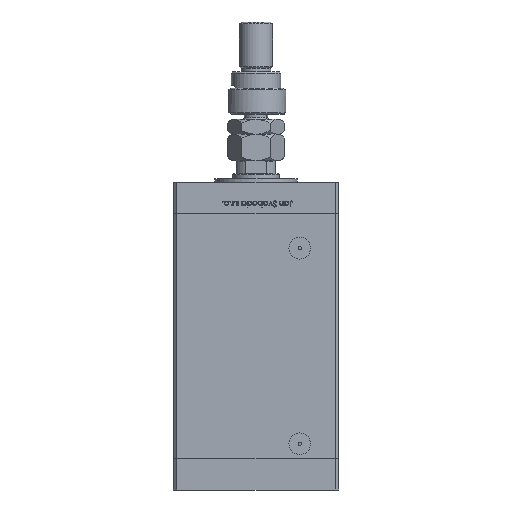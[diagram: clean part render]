
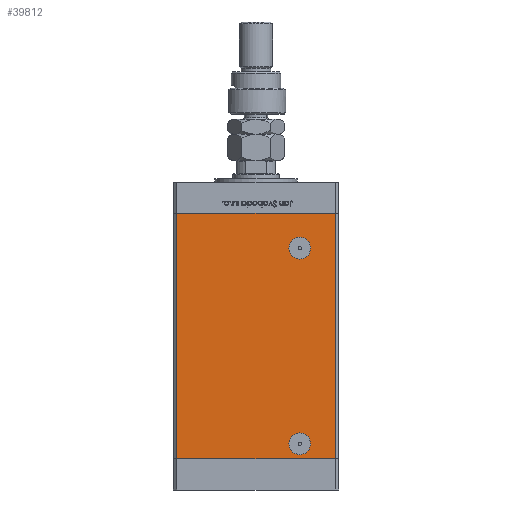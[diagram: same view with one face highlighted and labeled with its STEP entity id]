
A CAD part, front view. The second image highlights one B-rep face of the part: STEP entity #39812.
In plain terms, the highlighted planar face has unit normal (0, -1, 0).
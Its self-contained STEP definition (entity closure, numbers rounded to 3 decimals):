
#732 = CIRCLE ( 'NONE', #26509, 6.58 ) ;
#2773 = CARTESIAN_POINT ( 'NONE',  ( -48., -43.5, 0. ) ) ;
#2948 = DIRECTION ( 'NONE',  ( 0., -1., 0. ) ) ;
#3238 = LINE ( 'NONE', #19109, #3497 ) ;
#3280 = CARTESIAN_POINT ( 'NONE',  ( -48., -43.5, 148.5 ) ) ;
#3497 = VECTOR ( 'NONE', #27424, 1000. ) ;
#3623 = DIRECTION ( 'NONE',  ( 0., -1., 0. ) ) ;
#4094 = DIRECTION ( 'NONE',  ( 0., 1., 0. ) ) ;
#4570 = CIRCLE ( 'NONE', #11656, 6.58 ) ;
#6698 = CIRCLE ( 'NONE', #33313, 6.58 ) ;
#7164 = FACE_BOUND ( 'NONE', #11383, .T. ) ;
#8353 = CARTESIAN_POINT ( 'NONE',  ( 26.5, -43.5, 15.58 ) ) ;
#8431 = ORIENTED_EDGE ( 'NONE', *, *, #46330, .T. ) ;
#9621 = DIRECTION ( 'NONE',  ( 1., 0., 0. ) ) ;
#10571 = EDGE_CURVE ( 'NONE', #36132, #29911, #732, .T. ) ;
#11073 = CARTESIAN_POINT ( 'NONE',  ( -48., -43.5, 148.5 ) ) ;
#11383 = EDGE_LOOP ( 'NONE', ( #21971, #29730 ) ) ;
#11490 = DIRECTION ( 'NONE',  ( 1., 0., 0. ) ) ;
#11656 = AXIS2_PLACEMENT_3D ( 'NONE', #39619, #44056, #43242 ) ;
#12504 = CARTESIAN_POINT ( 'NONE',  ( 48., -43.5, 148.5 ) ) ;
#14311 = AXIS2_PLACEMENT_3D ( 'NONE', #29375, #4094, #29653 ) ;
#14866 = VERTEX_POINT ( 'NONE', #12504 ) ;
#15697 = EDGE_LOOP ( 'NONE', ( #37154, #28094, #28052, #8431 ) ) ;
#16974 = EDGE_CURVE ( 'NONE', #47773, #19851, #4570, .T. ) ;
#17281 = VERTEX_POINT ( 'NONE', #2773 ) ;
#18776 = LINE ( 'NONE', #35736, #40946 ) ;
#18872 = DIRECTION ( 'NONE',  ( 0., 0., 1. ) ) ;
#19109 = CARTESIAN_POINT ( 'NONE',  ( 48., -43.5, 148.5 ) ) ;
#19761 = VECTOR ( 'NONE', #20235, 1000. ) ;
#19851 = VERTEX_POINT ( 'NONE', #52595 ) ;
#19959 = FACE_BOUND ( 'NONE', #40221, .T. ) ;
#20235 = DIRECTION ( 'NONE',  ( 0., 0., -1. ) ) ;
#21971 = ORIENTED_EDGE ( 'NONE', *, *, #10571, .F. ) ;
#23135 = VECTOR ( 'NONE', #11490, 1000. ) ;
#23449 = CARTESIAN_POINT ( 'NONE',  ( -48., -43.5, 148.5 ) ) ;
#24741 = CARTESIAN_POINT ( 'NONE',  ( 26.5, -43.5, 9. ) ) ;
#26509 = AXIS2_PLACEMENT_3D ( 'NONE', #24741, #3623, #32533 ) ;
#27424 = DIRECTION ( 'NONE',  ( 0., 0., -1. ) ) ;
#28052 = ORIENTED_EDGE ( 'NONE', *, *, #42053, .F. ) ;
#28094 = ORIENTED_EDGE ( 'NONE', *, *, #33848, .F. ) ;
#28288 = LINE ( 'NONE', #3280, #19761 ) ;
#29375 = CARTESIAN_POINT ( 'NONE',  ( 26.5, -43.5, 127.5 ) ) ;
#29481 = VERTEX_POINT ( 'NONE', #23449 ) ;
#29653 = DIRECTION ( 'NONE',  ( 0., 0., -1. ) ) ;
#29730 = ORIENTED_EDGE ( 'NONE', *, *, #32044, .F. ) ;
#29911 = VERTEX_POINT ( 'NONE', #8353 ) ;
#31893 = CARTESIAN_POINT ( 'NONE',  ( 26.5, -43.5, 2.42 ) ) ;
#32044 = EDGE_CURVE ( 'NONE', #29911, #36132, #6698, .T. ) ;
#32533 = DIRECTION ( 'NONE',  ( 0., 0., -1. ) ) ;
#32614 = LINE ( 'NONE', #50138, #23135 ) ;
#33313 = AXIS2_PLACEMENT_3D ( 'NONE', #51229, #2948, #36862 ) ;
#33848 = EDGE_CURVE ( 'NONE', #14866, #53397, #3238, .T. ) ;
#34787 = ORIENTED_EDGE ( 'NONE', *, *, #16974, .T. ) ;
#35736 = CARTESIAN_POINT ( 'NONE',  ( -48., -43.5, 148.5 ) ) ;
#36132 = VERTEX_POINT ( 'NONE', #31893 ) ;
#36862 = DIRECTION ( 'NONE',  ( 0., 0., -1. ) ) ;
#37118 = EDGE_CURVE ( 'NONE', #19851, #47773, #38262, .T. ) ;
#37154 = ORIENTED_EDGE ( 'NONE', *, *, #40550, .T. ) ;
#38262 = CIRCLE ( 'NONE', #14311, 6.58 ) ;
#39619 = CARTESIAN_POINT ( 'NONE',  ( 26.5, -43.5, 127.5 ) ) ;
#39812 = ADVANCED_FACE ( 'NONE', ( #7164, #40533, #19959 ), #44148, .F. ) ;
#40221 = EDGE_LOOP ( 'NONE', ( #34787, #54054 ) ) ;
#40533 = FACE_OUTER_BOUND ( 'NONE', #15697, .T. ) ;
#40550 = EDGE_CURVE ( 'NONE', #17281, #53397, #32614, .T. ) ;
#40946 = VECTOR ( 'NONE', #9621, 1000. ) ;
#42053 = EDGE_CURVE ( 'NONE', #29481, #14866, #18776, .T. ) ;
#43242 = DIRECTION ( 'NONE',  ( 0., 0., -1. ) ) ;
#44056 = DIRECTION ( 'NONE',  ( 0., 1., 0. ) ) ;
#44148 = PLANE ( 'NONE',  #49724 ) ;
#46330 = EDGE_CURVE ( 'NONE', #29481, #17281, #28288, .T. ) ;
#47773 = VERTEX_POINT ( 'NONE', #53494 ) ;
#49724 = AXIS2_PLACEMENT_3D ( 'NONE', #11073, #53065, #18872 ) ;
#50138 = CARTESIAN_POINT ( 'NONE',  ( -48., -43.5, 0. ) ) ;
#51229 = CARTESIAN_POINT ( 'NONE',  ( 26.5, -43.5, 9. ) ) ;
#52595 = CARTESIAN_POINT ( 'NONE',  ( 26.5, -43.5, 134.08 ) ) ;
#52843 = CARTESIAN_POINT ( 'NONE',  ( 48., -43.5, 0. ) ) ;
#53065 = DIRECTION ( 'NONE',  ( 0., 1., 0. ) ) ;
#53397 = VERTEX_POINT ( 'NONE', #52843 ) ;
#53494 = CARTESIAN_POINT ( 'NONE',  ( 26.5, -43.5, 120.92 ) ) ;
#54054 = ORIENTED_EDGE ( 'NONE', *, *, #37118, .T. ) ;
